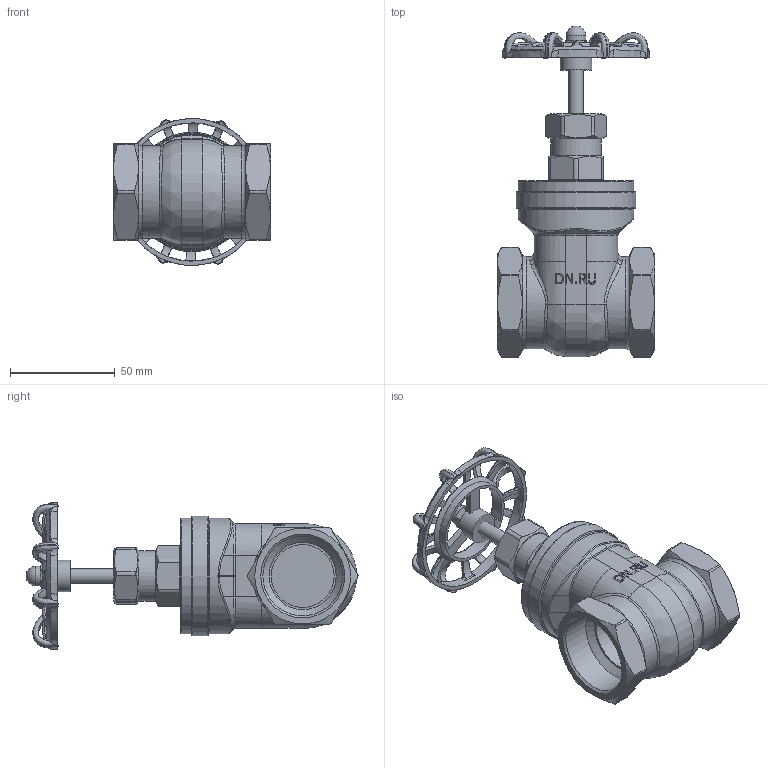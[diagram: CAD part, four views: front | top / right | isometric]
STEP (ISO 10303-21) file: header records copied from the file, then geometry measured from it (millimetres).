
FILE_DESCRIPTION(/* description */ (''),/* implementation_level */ '2;1');
FILE_NAME(/* name */ 'DN32_3D_STEP.stp',/* time_stamp */ '2024-12-02T00:44:19+03:00',/* author */ ('igorr'),/* organization */ (''),/* preprocessor_version */ 'ST-DEVELOPER v20',/* originating_system */ 'Autodesk Inventor 2025',/* authorisation */ '');
FILE_SCHEMA (('AUTOMOTIVE_DESIGN { 1 0 10303 214 3 1 1 }'));
Length unit declared in the file: millimetre
Products named in the file (4): Сборка; Деталь; Деталь1; CNS 4473 - M 6
Assembly tree (3 placements, depth 2):
  Сборка
    Деталь
    Деталь1
    CNS 4473 - M 6
Bounding box: 75 x 158.4 x 69.99 mm (x, y, z)
Volume: 194646.5 mm3; surface area: 45869.1 mm2
Topology: 3 solids, 3 shells, 500 faces, 1401 edges, 888 vertices
Faces by surface type: bspline 189, plane 146, cylinder 99, cone 46, torus 19, sphere 1
Full cylindrical faces by diameter (mm): 4.917 x1, 6 x1, 7 x1, 9.5 x1, 13.991 x1, 15 x1, 24 x1, 30 x2, 37 x1, 38 x2, 40 x1, 44 x2, 55 x2, 57 x1, 66 x1
Entity records: 25265 total; most frequent: CARTESIAN_POINT 13468, ORIENTED_EDGE 2798, DIRECTION 1691, EDGE_CURVE 1399, VERTEX_POINT 888, AXIS2_PLACEMENT_3D 672, B_SPLINE_CURVE_WITH_KNOTS 630, EDGE_LOOP 521
